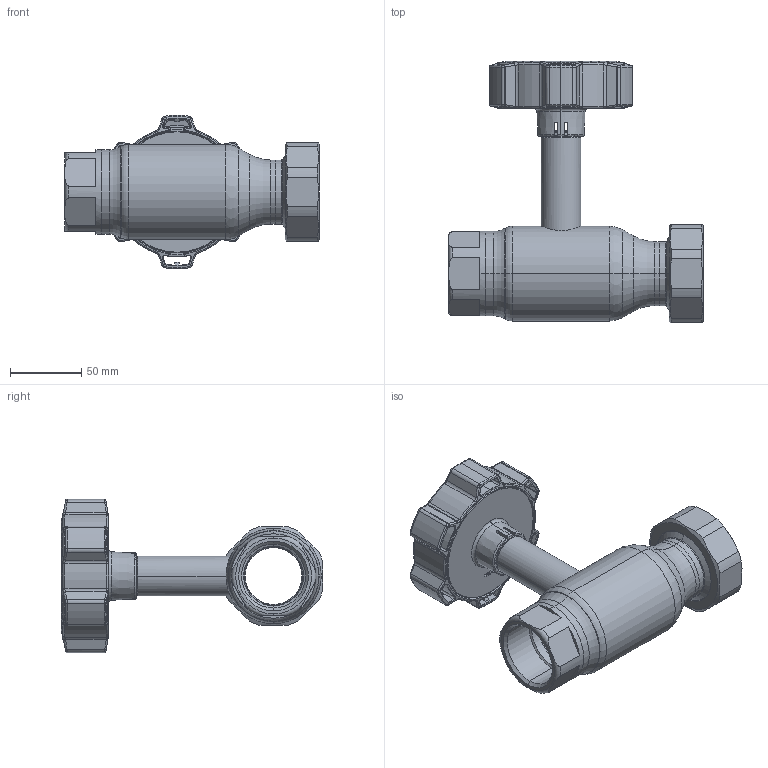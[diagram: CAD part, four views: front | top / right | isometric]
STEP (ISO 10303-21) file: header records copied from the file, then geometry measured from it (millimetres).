
FILE_DESCRIPTION (( 'STEP AP214' ), '1' );
FILE_NAME ('2040002211-0200.step', '2023-12-18T10:06:17', ( '' ), ( '' ), 'SwSTEP 2.0', 'SolidWorks 2021', '' );
FILE_SCHEMA (( 'AUTOMOTIVE_DESIGN' ));
Length unit declared in the file: millimetre
Products named in the file (1): 2040002211-0200
Bounding box: 179.1 x 183.69 x 107.98 mm (x, y, z)
Surface area: 106039.5 mm2 (no closed solid volume)
Topology: 0 solids, 13 shells, 551 faces, 1584 edges, 1014 vertices
Faces by surface type: bspline 157, cylinder 134, plane 118, torus 77, cone 59, sphere 6
Entity records: 32418 total; most frequent: CARTESIAN_POINT 13416, ORIENTED_EDGE 2807, DIRECTION 2351, EDGE_CURVE 1584, VERTEX_POINT 1014, AXIS2_PLACEMENT_3D 925, EDGE_LOOP 582, UNCERTAINTY_MEASURE_WITH_UNIT 553
